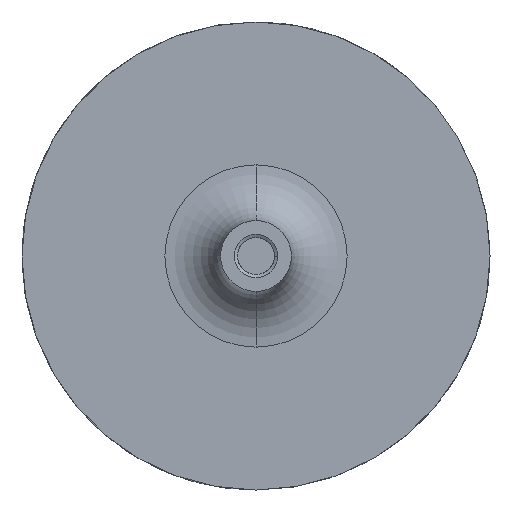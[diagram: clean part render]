
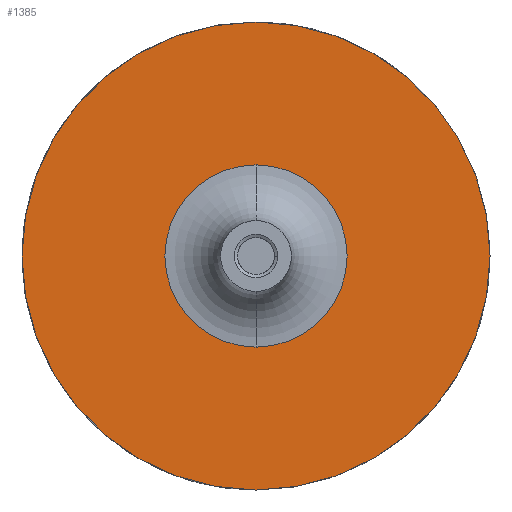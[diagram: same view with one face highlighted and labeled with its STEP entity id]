
A CAD part, front view. The second image highlights one B-rep face of the part: STEP entity #1385.
In plain terms, the highlighted planar face has unit normal (0, -1, 0).
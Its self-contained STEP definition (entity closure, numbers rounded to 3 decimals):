
#145 = CARTESIAN_POINT ( 'NONE',  ( 0., -0.5, 0. ) ) ;
#178 = ORIENTED_EDGE ( 'NONE', *, *, #3127, .T. ) ;
#333 = CARTESIAN_POINT ( 'NONE',  ( 0., -0.5, 0. ) ) ;
#374 = DIRECTION ( 'NONE',  ( 0., 0., -1. ) ) ;
#382 = ORIENTED_EDGE ( 'NONE', *, *, #2552, .T. ) ;
#507 = AXIS2_PLACEMENT_3D ( 'NONE', #333, #2470, #614 ) ;
#614 = DIRECTION ( 'NONE',  ( 0., 0., -1. ) ) ;
#627 = DIRECTION ( 'NONE',  ( 0., 0., -1. ) ) ;
#664 = DIRECTION ( 'NONE',  ( 0., -1., 0. ) ) ;
#705 = CIRCLE ( 'NONE', #1347, 32.7 ) ;
#865 = VERTEX_POINT ( 'NONE', #3819 ) ;
#899 = CIRCLE ( 'NONE', #1150, 32.7 ) ;
#984 = VERTEX_POINT ( 'NONE', #3007 ) ;
#985 = CARTESIAN_POINT ( 'NONE',  ( 0., -0.5, 0. ) ) ;
#1115 = EDGE_CURVE ( 'NONE', #2607, #1632, #3109, .T. ) ;
#1150 = AXIS2_PLACEMENT_3D ( 'NONE', #1635, #3449, #3173 ) ;
#1347 = AXIS2_PLACEMENT_3D ( 'NONE', #1541, #2506, #627 ) ;
#1385 = ADVANCED_FACE ( 'NONE', ( #2917, #2894 ), #3220, .T. ) ;
#1474 = EDGE_LOOP ( 'NONE', ( #3462, #3416 ) ) ;
#1541 = CARTESIAN_POINT ( 'NONE',  ( 0., -0.5, 0. ) ) ;
#1632 = VERTEX_POINT ( 'NONE', #1705 ) ;
#1635 = CARTESIAN_POINT ( 'NONE',  ( 0., -0.5, 0. ) ) ;
#1700 = EDGE_LOOP ( 'NONE', ( #382, #178 ) ) ;
#1705 = CARTESIAN_POINT ( 'NONE',  ( 0., -0.5, -84. ) ) ;
#1996 = DIRECTION ( 'NONE',  ( 0., -1., 0. ) ) ;
#2470 = DIRECTION ( 'NONE',  ( 0., -1., 0. ) ) ;
#2506 = DIRECTION ( 'NONE',  ( 0., 1., 0. ) ) ;
#2552 = EDGE_CURVE ( 'NONE', #984, #865, #705, .T. ) ;
#2607 = VERTEX_POINT ( 'NONE', #3393 ) ;
#2894 = FACE_OUTER_BOUND ( 'NONE', #1474, .T. ) ;
#2917 = FACE_BOUND ( 'NONE', #1700, .T. ) ;
#3007 = CARTESIAN_POINT ( 'NONE',  ( 0., -0.5, -32.7 ) ) ;
#3109 = CIRCLE ( 'NONE', #507, 84. ) ;
#3127 = EDGE_CURVE ( 'NONE', #865, #984, #899, .T. ) ;
#3135 = DIRECTION ( 'NONE',  ( 0., 0., -1. ) ) ;
#3173 = DIRECTION ( 'NONE',  ( 0., 0., -1. ) ) ;
#3220 = PLANE ( 'NONE',  #3511 ) ;
#3225 = EDGE_CURVE ( 'NONE', #1632, #2607, #3386, .T. ) ;
#3386 = CIRCLE ( 'NONE', #3976, 84. ) ;
#3393 = CARTESIAN_POINT ( 'NONE',  ( 0., -0.5, 84. ) ) ;
#3416 = ORIENTED_EDGE ( 'NONE', *, *, #1115, .T. ) ;
#3449 = DIRECTION ( 'NONE',  ( 0., 1., 0. ) ) ;
#3462 = ORIENTED_EDGE ( 'NONE', *, *, #3225, .T. ) ;
#3511 = AXIS2_PLACEMENT_3D ( 'NONE', #145, #1996, #374 ) ;
#3819 = CARTESIAN_POINT ( 'NONE',  ( 0., -0.5, 32.7 ) ) ;
#3976 = AXIS2_PLACEMENT_3D ( 'NONE', #985, #664, #3135 ) ;
